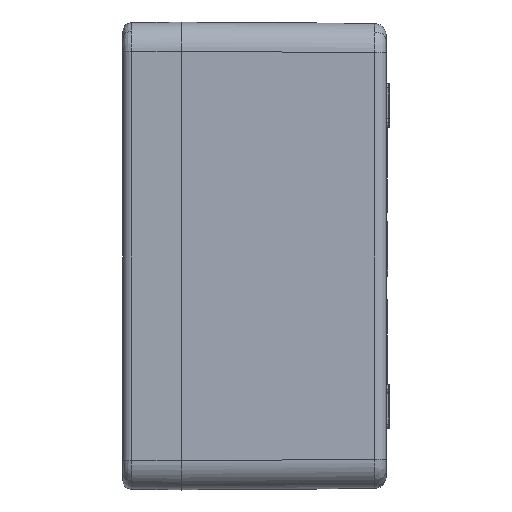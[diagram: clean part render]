
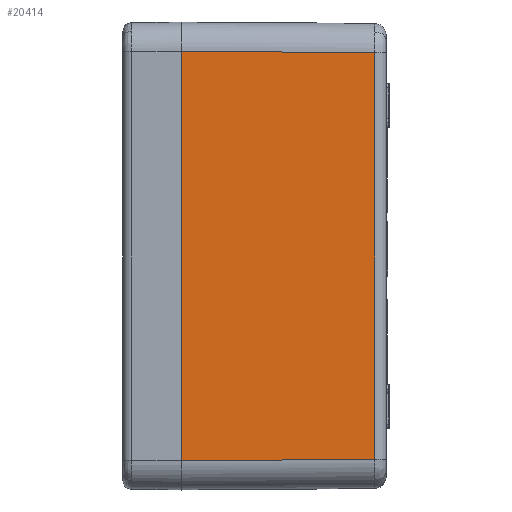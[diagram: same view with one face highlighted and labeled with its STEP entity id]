
A CAD part, left-side view. The second image highlights one B-rep face of the part: STEP entity #20414.
In plain terms, the highlighted planar face has unit normal (-1, -0.007, 0).
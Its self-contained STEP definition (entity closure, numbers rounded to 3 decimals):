
#5068 = ORIENTED_EDGE ( 'NONE', *, *, #21656, .T. ) ;
#5309 = LINE ( 'NONE', #14148, #53017 ) ;
#6685 = CARTESIAN_POINT ( 'NONE',  ( -180., 2., -80. ) ) ;
#9875 = CARTESIAN_POINT ( 'NONE',  ( -179.522, -66.528, 69.522 ) ) ;
#10578 = DIRECTION ( 'NONE',  ( 0., 0., 1. ) ) ;
#11427 = DIRECTION ( 'NONE',  ( 0.007, -1., 0. ) ) ;
#13186 = VECTOR ( 'NONE', #10578, 1000. ) ;
#13387 = ORIENTED_EDGE ( 'NONE', *, *, #44141, .F. ) ;
#13794 = CARTESIAN_POINT ( 'NONE',  ( -179.983, -0.5, -69.983 ) ) ;
#14148 = CARTESIAN_POINT ( 'NONE',  ( -180., 2.07, -70.001 ) ) ;
#15374 = AXIS2_PLACEMENT_3D ( 'NONE', #6685, #40117, #11427 ) ;
#15641 = PLANE ( 'NONE',  #15374 ) ;
#17560 = EDGE_CURVE ( 'NONE', #48530, #44992, #21800, .T. ) ;
#20414 = ADVANCED_FACE ( 'NONE', ( #28620 ), #15641, .T. ) ;
#20672 = VERTEX_POINT ( 'NONE', #52892 ) ;
#20678 = ORIENTED_EDGE ( 'NONE', *, *, #17560, .T. ) ;
#20779 = DIRECTION ( 'NONE',  ( 0., 0., 1. ) ) ;
#21619 = VECTOR ( 'NONE', #29230, 1000. ) ;
#21656 = EDGE_CURVE ( 'NONE', #40343, #20672, #5309, .T. ) ;
#21800 = LINE ( 'NONE', #43845, #21619 ) ;
#24444 = LINE ( 'NONE', #39242, #13186 ) ;
#28170 = CARTESIAN_POINT ( 'NONE',  ( -179.983, -0.5, 69.983 ) ) ;
#28620 = FACE_OUTER_BOUND ( 'NONE', #36712, .T. ) ;
#29230 = DIRECTION ( 'NONE',  ( -0.007, 1., 0.007 ) ) ;
#34648 = CARTESIAN_POINT ( 'NONE',  ( -179.522, -66.528, 69.494 ) ) ;
#36712 = EDGE_LOOP ( 'NONE', ( #5068, #37979, #20678, #13387 ) ) ;
#37979 = ORIENTED_EDGE ( 'NONE', *, *, #45286, .T. ) ;
#39242 = CARTESIAN_POINT ( 'NONE',  ( -179.983, -0.5, -80. ) ) ;
#40117 = DIRECTION ( 'NONE',  ( -1., -0.007, 0. ) ) ;
#40343 = VERTEX_POINT ( 'NONE', #13794 ) ;
#43845 = CARTESIAN_POINT ( 'NONE',  ( -179.993, 0.953, 69.993 ) ) ;
#44141 = EDGE_CURVE ( 'NONE', #40343, #44992, #24444, .T. ) ;
#44992 = VERTEX_POINT ( 'NONE', #28170 ) ;
#45286 = EDGE_CURVE ( 'NONE', #20672, #48530, #50383, .T. ) ;
#47614 = DIRECTION ( 'NONE',  ( 0.007, -1., 0.007 ) ) ;
#48530 = VERTEX_POINT ( 'NONE', #9875 ) ;
#48968 = VECTOR ( 'NONE', #20779, 1000. ) ;
#50383 = LINE ( 'NONE', #34648, #48968 ) ;
#52892 = CARTESIAN_POINT ( 'NONE',  ( -179.522, -66.528, -69.522 ) ) ;
#53017 = VECTOR ( 'NONE', #47614, 1000. ) ;
